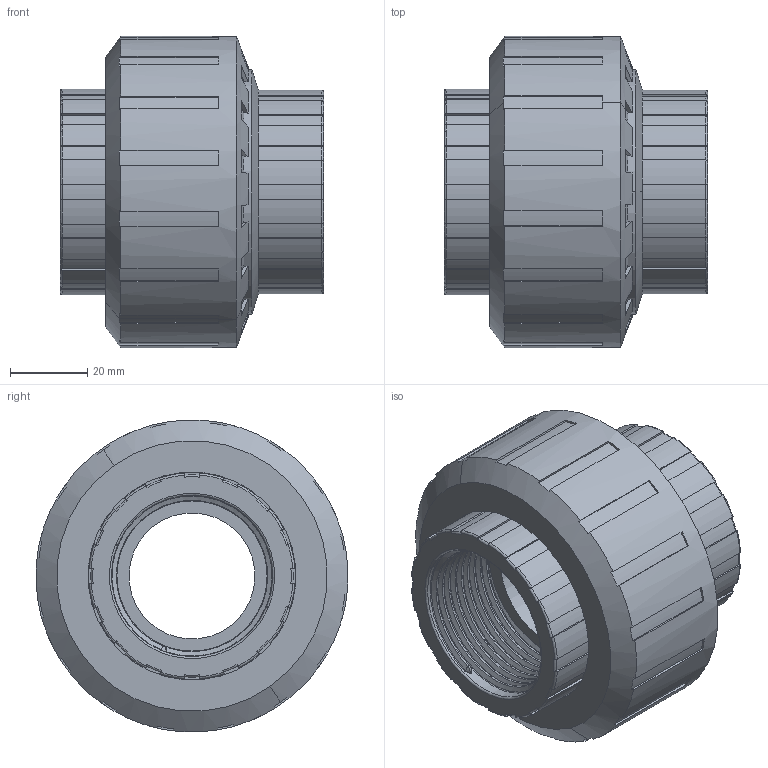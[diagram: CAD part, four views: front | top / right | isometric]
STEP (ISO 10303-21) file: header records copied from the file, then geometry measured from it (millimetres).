
FILE_DESCRIPTION (( 'STEP AP203' ), '1' );
FILE_NAME ('00290_0909.STEP', '2017-05-17T13:32:04', ( '' ), ( '' ), 'SwSTEP 2.0', 'SolidWorks 2011', '' );
FILE_SCHEMA (( 'CONFIG_CONTROL_DESIGN' ));
Length unit declared in the file: millimetre
Products named in the file (5): 00290_0909; 8052326_14; 00291_0909; 00292_0909; 00293_0909
Assembly tree (4 placements, depth 2):
  00290_0909
    00292_0909
    8052326_14
    00291_0909
    00293_0909
Bounding box: 68.3 x 80.97 x 80.97 mm (x, y, z)
Volume: 169193.3 mm3; surface area: 63894.8 mm2
Topology: 4 solids, 4 shells, 495 faces, 1392 edges, 900 vertices
Faces by surface type: plane 190, cylinder 163, torus 92, cone 34, bspline 16
Entity records: 28067 total; most frequent: CARTESIAN_POINT 15572, ORIENTED_EDGE 2766, DIRECTION 2317, EDGE_CURVE 1383, AXIS2_PLACEMENT_3D 914, VERTEX_POINT 900, EDGE_LOOP 507, FACE_OUTER_BOUND 495
